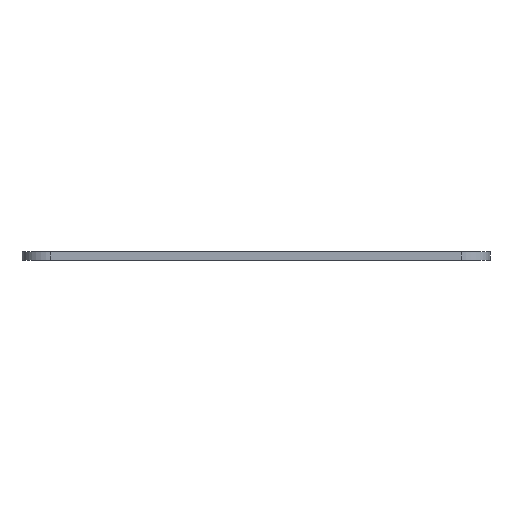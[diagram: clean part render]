
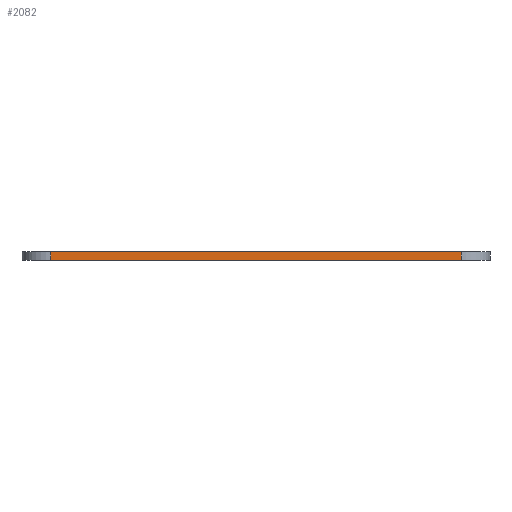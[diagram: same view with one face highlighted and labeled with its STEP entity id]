
A CAD part, front view. The second image highlights one B-rep face of the part: STEP entity #2082.
In plain terms, the highlighted planar face has unit normal (0, -1, 0).
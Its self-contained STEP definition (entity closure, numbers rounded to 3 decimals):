
#100=PLANE('',#2303);
#202=FACE_OUTER_BOUND('',#332,.T.);
#332=EDGE_LOOP('',(#1925,#1926,#1927,#1928));
#343=LINE('',#2961,#539);
#397=LINE('',#3171,#593);
#451=LINE('',#3370,#647);
#452=LINE('',#3372,#648);
#539=VECTOR('',#2340,10.);
#593=VECTOR('',#2512,10.);
#647=VECTOR('',#2684,10.);
#648=VECTOR('',#2687,10.);
#844=VERTEX_POINT('',#2958);
#845=VERTEX_POINT('',#2960);
#941=VERTEX_POINT('',#3168);
#942=VERTEX_POINT('',#3170);
#1046=EDGE_CURVE('',#845,#844,#343,.T.);
#1151=EDGE_CURVE('',#941,#942,#397,.T.);
#1251=EDGE_CURVE('',#942,#844,#451,.T.);
#1252=EDGE_CURVE('',#845,#941,#452,.T.);
#1925=ORIENTED_EDGE('',*,*,#1251,.F.);
#1926=ORIENTED_EDGE('',*,*,#1151,.F.);
#1927=ORIENTED_EDGE('',*,*,#1252,.F.);
#1928=ORIENTED_EDGE('',*,*,#1046,.T.);
#2082=ADVANCED_FACE('',(#202),#100,.T.);
#2303=AXIS2_PLACEMENT_3D('',#3525,#2916,#2917);
#2340=DIRECTION('',(1.,0.,0.));
#2512=DIRECTION('',(1.,0.,0.));
#2684=DIRECTION('',(0.,0.,-1.));
#2687=DIRECTION('',(0.,0.,1.));
#2916=DIRECTION('center_axis',(0.,-1.,0.));
#2917=DIRECTION('ref_axis',(1.,0.,0.));
#2958=CARTESIAN_POINT('',(65.441,-68.464,0.));
#2960=CARTESIAN_POINT('',(-6.472,-68.464,0.));
#2961=CARTESIAN_POINT('',(-11.472,-68.464,0.));
#3168=CARTESIAN_POINT('',(-6.472,-68.464,1.5));
#3170=CARTESIAN_POINT('',(65.441,-68.464,1.5));
#3171=CARTESIAN_POINT('',(-11.472,-68.464,1.5));
#3370=CARTESIAN_POINT('',(65.441,-68.464,0.));
#3372=CARTESIAN_POINT('',(-6.472,-68.464,0.));
#3525=CARTESIAN_POINT('Origin',(-11.472,-68.464,0.));
